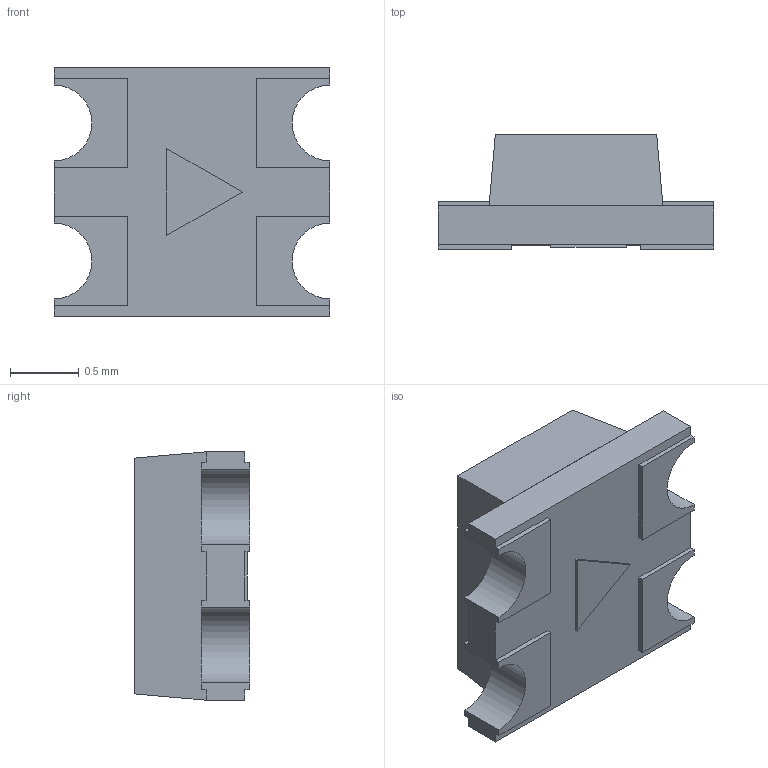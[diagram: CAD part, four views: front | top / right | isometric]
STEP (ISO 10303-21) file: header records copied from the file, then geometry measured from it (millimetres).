
FILE_DESCRIPTION (( 'STEP AP214' ), '1' );
FILE_NAME ('WS2812C-2020.STEP', '2023-02-13T19:55:00', ( '' ), ( '' ), 'SwSTEP 2.0', 'SolidWorks 2019', '' );
FILE_SCHEMA (( 'AUTOMOTIVE_DESIGN' ));
Length unit declared in the file: millimetre
Products named in the file (1): WS2812C-2020
Bounding box: 2 x 0.83 x 1.8 mm (x, y, z)
Volume: 2.1 mm3; surface area: 20.8 mm2
Topology: 9 solids, 9 shells, 118 faces, 297 edges, 198 vertices
Faces by surface type: plane 102, cylinder 16
Entity records: 4787 total; most frequent: CARTESIAN_POINT 614, ORIENTED_EDGE 594, DIRECTION 567, EDGE_CURVE 297, LINE 265, VECTOR 265, VERTEX_POINT 198, AXIS2_PLACEMENT_3D 151
